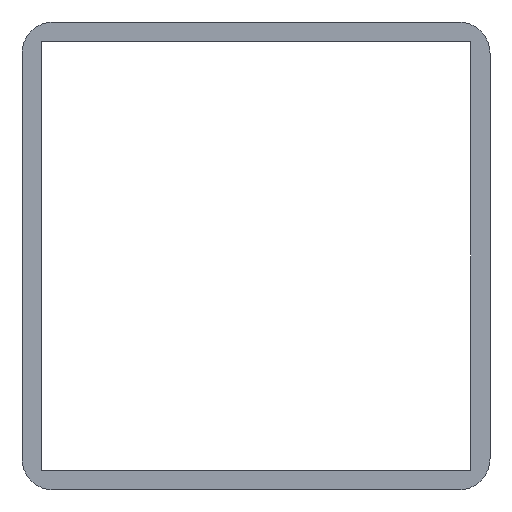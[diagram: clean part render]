
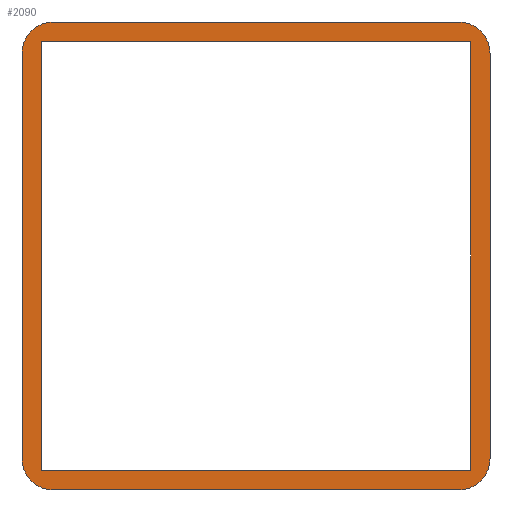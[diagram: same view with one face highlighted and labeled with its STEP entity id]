
A CAD part, front view. The second image highlights one B-rep face of the part: STEP entity #2090.
In plain terms, the highlighted planar face has unit normal (0, -1, 0).
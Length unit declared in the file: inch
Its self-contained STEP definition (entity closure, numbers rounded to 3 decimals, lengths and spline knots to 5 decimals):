
#16=FACE_BOUND('',#356,.T.);
#178=PLANE('',#2346);
#260=FACE_OUTER_BOUND('',#355,.T.);
#355=EDGE_LOOP('',(#1681,#1682,#1683,#1684,#1685,#1686,#1687,#1688));
#356=EDGE_LOOP('',(#1689,#1690,#1691,#1692));
#617=LINE('',#3484,#725);
#618=LINE('',#3488,#726);
#619=LINE('',#3492,#727);
#620=LINE('',#3495,#728);
#621=LINE('',#3498,#729);
#622=LINE('',#3500,#730);
#623=LINE('',#3502,#731);
#624=LINE('',#3503,#732);
#725=VECTOR('',#2915,0.3937);
#726=VECTOR('',#2918,0.3937);
#727=VECTOR('',#2921,0.3937);
#728=VECTOR('',#2924,0.3937);
#729=VECTOR('',#2925,0.3937);
#730=VECTOR('',#2926,0.3937);
#731=VECTOR('',#2927,0.3937);
#732=VECTOR('',#2928,0.3937);
#901=CIRCLE('',#2347,0.2);
#902=CIRCLE('',#2348,0.2);
#903=CIRCLE('',#2349,0.2);
#904=CIRCLE('',#2350,0.2);
#1077=VERTEX_POINT('',#3480);
#1078=VERTEX_POINT('',#3481);
#1079=VERTEX_POINT('',#3483);
#1080=VERTEX_POINT('',#3485);
#1081=VERTEX_POINT('',#3487);
#1082=VERTEX_POINT('',#3489);
#1083=VERTEX_POINT('',#3491);
#1084=VERTEX_POINT('',#3493);
#1085=VERTEX_POINT('',#3496);
#1086=VERTEX_POINT('',#3497);
#1087=VERTEX_POINT('',#3499);
#1088=VERTEX_POINT('',#3501);
#1333=EDGE_CURVE('',#1077,#1078,#901,.T.);
#1334=EDGE_CURVE('',#1077,#1079,#617,.T.);
#1335=EDGE_CURVE('',#1080,#1079,#902,.T.);
#1336=EDGE_CURVE('',#1080,#1081,#618,.T.);
#1337=EDGE_CURVE('',#1082,#1081,#903,.T.);
#1338=EDGE_CURVE('',#1082,#1083,#619,.T.);
#1339=EDGE_CURVE('',#1084,#1083,#904,.T.);
#1340=EDGE_CURVE('',#1084,#1078,#620,.T.);
#1341=EDGE_CURVE('',#1085,#1086,#621,.T.);
#1342=EDGE_CURVE('',#1086,#1087,#622,.T.);
#1343=EDGE_CURVE('',#1087,#1088,#623,.T.);
#1344=EDGE_CURVE('',#1088,#1085,#624,.T.);
#1681=ORIENTED_EDGE('',*,*,#1333,.F.);
#1682=ORIENTED_EDGE('',*,*,#1334,.T.);
#1683=ORIENTED_EDGE('',*,*,#1335,.F.);
#1684=ORIENTED_EDGE('',*,*,#1336,.T.);
#1685=ORIENTED_EDGE('',*,*,#1337,.F.);
#1686=ORIENTED_EDGE('',*,*,#1338,.T.);
#1687=ORIENTED_EDGE('',*,*,#1339,.F.);
#1688=ORIENTED_EDGE('',*,*,#1340,.T.);
#1689=ORIENTED_EDGE('',*,*,#1341,.T.);
#1690=ORIENTED_EDGE('',*,*,#1342,.T.);
#1691=ORIENTED_EDGE('',*,*,#1343,.T.);
#1692=ORIENTED_EDGE('',*,*,#1344,.T.);
#2090=ADVANCED_FACE('',(#260,#16),#178,.T.);
#2346=AXIS2_PLACEMENT_3D('',#3479,#2911,#2912);
#2347=AXIS2_PLACEMENT_3D('',#3482,#2913,#2914);
#2348=AXIS2_PLACEMENT_3D('',#3486,#2916,#2917);
#2349=AXIS2_PLACEMENT_3D('',#3490,#2919,#2920);
#2350=AXIS2_PLACEMENT_3D('',#3494,#2922,#2923);
#2911=DIRECTION('center_axis',(0.,-1.,0.));
#2912=DIRECTION('ref_axis',(0.,0.,-1.));
#2913=DIRECTION('center_axis',(0.,1.,0.));
#2914=DIRECTION('ref_axis',(-0.707,0.,-0.707));
#2915=DIRECTION('',(1.,0.,0.));
#2916=DIRECTION('center_axis',(0.,1.,0.));
#2917=DIRECTION('ref_axis',(0.707,0.,-0.707));
#2918=DIRECTION('',(0.,0.,1.));
#2919=DIRECTION('center_axis',(0.,1.,0.));
#2920=DIRECTION('ref_axis',(0.707,0.,0.707));
#2921=DIRECTION('',(-1.,0.,0.));
#2922=DIRECTION('center_axis',(0.,1.,0.));
#2923=DIRECTION('ref_axis',(-0.707,0.,0.707));
#2924=DIRECTION('',(0.,0.,-1.));
#2925=DIRECTION('',(1.,0.,0.));
#2926=DIRECTION('',(0.,0.,-1.));
#2927=DIRECTION('',(-1.,0.,0.));
#2928=DIRECTION('',(0.,0.,1.));
#3479=CARTESIAN_POINT('Origin',(1.40903,-60.01881,1.5));
#3480=CARTESIAN_POINT('',(0.10903,-60.01881,0.));
#3481=CARTESIAN_POINT('',(-0.09097,-60.01881,0.2));
#3482=CARTESIAN_POINT('Origin',(0.10903,-60.01881,0.2));
#3483=CARTESIAN_POINT('',(2.70903,-60.01881,0.));
#3484=CARTESIAN_POINT('',(-0.09097,-60.01881,0.));
#3485=CARTESIAN_POINT('',(2.90903,-60.01881,0.2));
#3486=CARTESIAN_POINT('Origin',(2.70903,-60.01881,0.2));
#3487=CARTESIAN_POINT('',(2.90903,-60.01881,2.8));
#3488=CARTESIAN_POINT('',(2.90903,-60.01881,0.));
#3489=CARTESIAN_POINT('',(2.70903,-60.01881,3.));
#3490=CARTESIAN_POINT('Origin',(2.70903,-60.01881,2.8));
#3491=CARTESIAN_POINT('',(0.10903,-60.01881,3.));
#3492=CARTESIAN_POINT('',(2.90903,-60.01881,3.));
#3493=CARTESIAN_POINT('',(-0.09097,-60.01881,2.8));
#3494=CARTESIAN_POINT('Origin',(0.10903,-60.01881,2.8));
#3495=CARTESIAN_POINT('',(-0.09097,-60.01881,3.));
#3496=CARTESIAN_POINT('',(0.03403,-60.01881,2.875));
#3497=CARTESIAN_POINT('',(2.78403,-60.01881,2.875));
#3498=CARTESIAN_POINT('',(2.78403,-60.01881,2.875));
#3499=CARTESIAN_POINT('',(2.78403,-60.01881,0.125));
#3500=CARTESIAN_POINT('',(2.78403,-60.01881,0.125));
#3501=CARTESIAN_POINT('',(0.03403,-60.01881,0.125));
#3502=CARTESIAN_POINT('',(0.03403,-60.01881,0.125));
#3503=CARTESIAN_POINT('',(0.03403,-60.01881,2.875));
